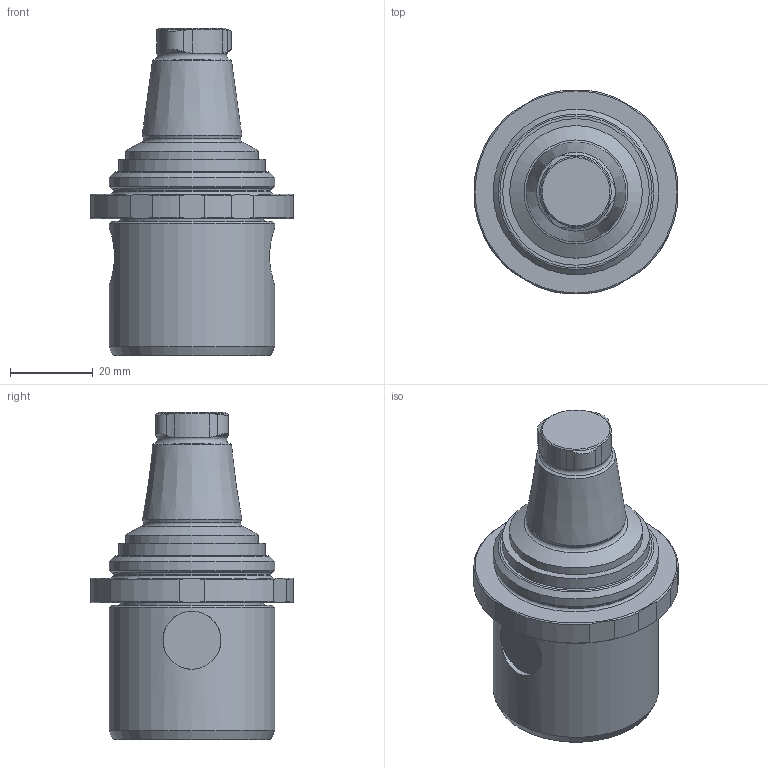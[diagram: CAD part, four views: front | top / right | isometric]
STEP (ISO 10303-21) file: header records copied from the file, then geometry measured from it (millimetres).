
FILE_DESCRIPTION(/* description */ ('Unknown'),/* implementation_level */ '2;1');
FILE_NAME(/* name */ '320125018',/* time_stamp */ '2020-02-07T09:27:22+01:00',/* author */ ('Unknown'),/* organization */ ('Unknown'),/* preprocessor_version */ 'ST-DEVELOPER v16.7',/* originating_system */ 'DEX',/* authorisation */ $);
FILE_SCHEMA (('AUTOMOTIVE_DESIGN {1 0 10303 214 3 1 1}'));
Length unit declared in the file: millimetre
Products named in the file (1): 088802_320125018_vereinfacht_STP_00410169
Bounding box: 49 x 49 x 79 mm (x, y, z)
Volume: 61415.2 mm3; surface area: 15013.3 mm2
Topology: 1 solids, 1 shells, 69 faces, 159 edges, 100 vertices
Faces by surface type: cylinder 29, plane 18, cone 17, torus 5
Full cylindrical faces by diameter (mm): 14 x2, 18 x1, 32 x1, 35 x1, 35.4 x1, 38.1 x1, 40 x2
Entity records: 1876 total; most frequent: CARTESIAN_POINT 454, DIRECTION 284, ORIENTED_EDGE 256, EDGE_CURVE 128, AXIS2_PLACEMENT_3D 128, EDGE_LOOP 102, FACE_BOUND 102, VERTEX_POINT 94
